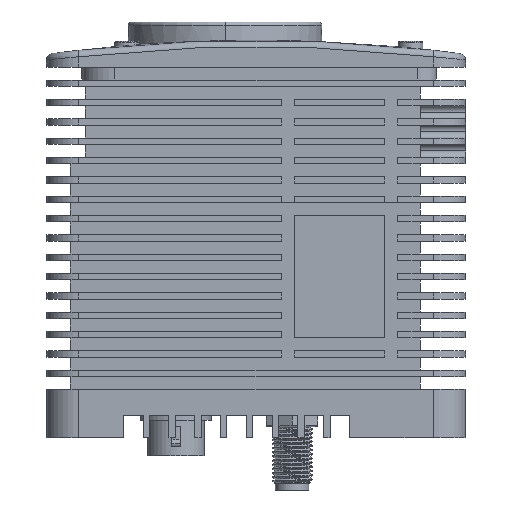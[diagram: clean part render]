
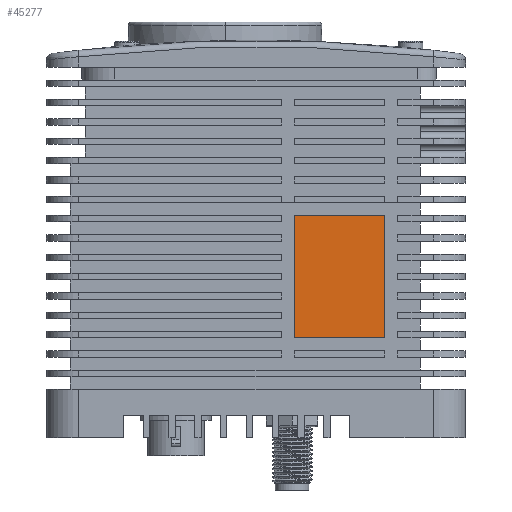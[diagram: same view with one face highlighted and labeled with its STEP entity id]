
A CAD part, left-side view. The second image highlights one B-rep face of the part: STEP entity #45277.
In plain terms, the highlighted face is planar.
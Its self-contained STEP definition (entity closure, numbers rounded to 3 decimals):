
#1523 = EDGE_CURVE ( 'NONE', #62010, #37631, #14037, .T. ) ;
#3305 = PLANE ( 'NONE',  #32144 ) ;
#6144 = LINE ( 'NONE', #57830, #48881 ) ;
#7897 = DIRECTION ( 'NONE',  ( 0., 1., 0. ) ) ;
#7940 = VECTOR ( 'NONE', #15655, 1000. ) ;
#8713 = DIRECTION ( 'NONE',  ( -1., 0., 0. ) ) ;
#13689 = ORIENTED_EDGE ( 'NONE', *, *, #67156, .T. ) ;
#14037 = LINE ( 'NONE', #45415, #29968 ) ;
#14604 = EDGE_LOOP ( 'NONE', ( #57466, #19299, #54732, #13689 ) ) ;
#15655 = DIRECTION ( 'NONE',  ( 0., 0., 1. ) ) ;
#15865 = VERTEX_POINT ( 'NONE', #17734 ) ;
#17151 = VECTOR ( 'NONE', #18797, 1000. ) ;
#17734 = CARTESIAN_POINT ( 'NONE',  ( 29., -20., 36. ) ) ;
#18797 = DIRECTION ( 'NONE',  ( 0., -1., 0. ) ) ;
#19299 = ORIENTED_EDGE ( 'NONE', *, *, #1523, .T. ) ;
#23769 = EDGE_CURVE ( 'NONE', #44412, #37631, #6144, .T. ) ;
#25893 = DIRECTION ( 'NONE',  ( 0., 0., -1. ) ) ;
#27803 = CARTESIAN_POINT ( 'NONE',  ( 29., -20., 17. ) ) ;
#29968 = VECTOR ( 'NONE', #7897, 1000. ) ;
#32144 = AXIS2_PLACEMENT_3D ( 'NONE', #40568, #8713, #46216 ) ;
#37631 = VERTEX_POINT ( 'NONE', #63343 ) ;
#40568 = CARTESIAN_POINT ( 'NONE',  ( 29., 27.5, 47.5 ) ) ;
#44412 = VERTEX_POINT ( 'NONE', #54909 ) ;
#45277 = ADVANCED_FACE ( 'NONE', ( #53238 ), #3305, .F. ) ;
#45415 = CARTESIAN_POINT ( 'NONE',  ( 29., 27.5, 17. ) ) ;
#45480 = CARTESIAN_POINT ( 'NONE',  ( 29., -21., 36. ) ) ;
#46216 = DIRECTION ( 'NONE',  ( 0., -1., 0. ) ) ;
#46307 = EDGE_CURVE ( 'NONE', #62010, #15865, #50654, .T. ) ;
#48881 = VECTOR ( 'NONE', #25893, 1000. ) ;
#50654 = LINE ( 'NONE', #53000, #7940 ) ;
#53000 = CARTESIAN_POINT ( 'NONE',  ( 29., -20., 30. ) ) ;
#53238 = FACE_OUTER_BOUND ( 'NONE', #14604, .T. ) ;
#54732 = ORIENTED_EDGE ( 'NONE', *, *, #23769, .F. ) ;
#54909 = CARTESIAN_POINT ( 'NONE',  ( 29., -6., 36. ) ) ;
#57466 = ORIENTED_EDGE ( 'NONE', *, *, #46307, .F. ) ;
#57830 = CARTESIAN_POINT ( 'NONE',  ( 29., -6., 30. ) ) ;
#59753 = LINE ( 'NONE', #45480, #17151 ) ;
#62010 = VERTEX_POINT ( 'NONE', #27803 ) ;
#63343 = CARTESIAN_POINT ( 'NONE',  ( 29., -6., 17. ) ) ;
#67156 = EDGE_CURVE ( 'NONE', #44412, #15865, #59753, .T. ) ;
